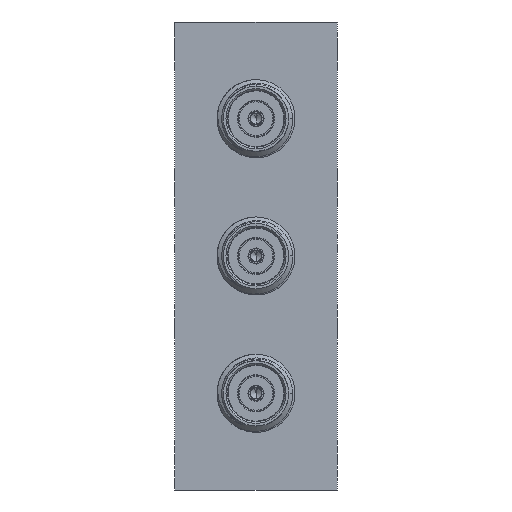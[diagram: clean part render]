
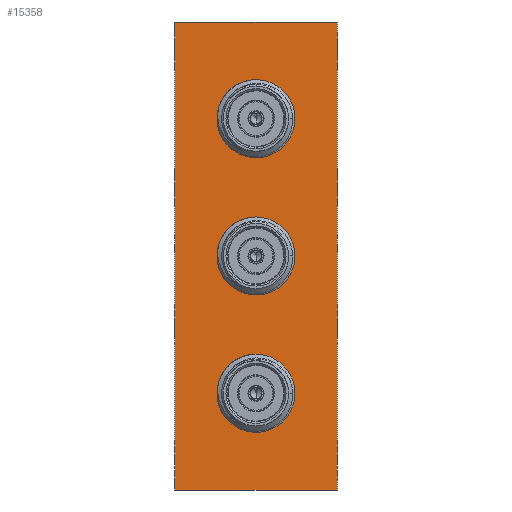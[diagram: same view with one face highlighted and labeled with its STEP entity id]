
A CAD part, front view. The second image highlights one B-rep face of the part: STEP entity #15358.
In plain terms, the highlighted planar face has unit normal (0, -1, 0).
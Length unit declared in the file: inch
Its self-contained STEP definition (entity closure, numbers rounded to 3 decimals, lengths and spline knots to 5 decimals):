
#1163 = FACE_BOUND ( 'NONE', #23493, .T. ) ;
#1266 = CARTESIAN_POINT ( 'NONE',  ( 0., -0.265, 0.75 ) ) ;
#1436 = VECTOR ( 'NONE', #24378, 39.37008 ) ;
#1991 = EDGE_CURVE ( 'NONE', #6950, #5321, #21912, .T. ) ;
#2067 = CARTESIAN_POINT ( 'NONE',  ( 0., -0.265, -0.3285 ) ) ;
#2115 = ORIENTED_EDGE ( 'NONE', *, *, #12147, .F. ) ;
#2123 = AXIS2_PLACEMENT_3D ( 'NONE', #11948, #10501, #2396 ) ;
#2216 = AXIS2_PLACEMENT_3D ( 'NONE', #3102, #19666, #19335 ) ;
#2294 = ORIENTED_EDGE ( 'NONE', *, *, #20074, .F. ) ;
#2396 = DIRECTION ( 'NONE',  ( 0., 0., -1. ) ) ;
#3102 = CARTESIAN_POINT ( 'NONE',  ( 0., -0.265, 0. ) ) ;
#3188 = CARTESIAN_POINT ( 'NONE',  ( 0.26, -0.265, 0. ) ) ;
#3462 = FACE_BOUND ( 'NONE', #11433, .T. ) ;
#3832 = ORIENTED_EDGE ( 'NONE', *, *, #26864, .F. ) ;
#4412 = CARTESIAN_POINT ( 'NONE',  ( 0., -0.265, 0.44 ) ) ;
#4621 = CARTESIAN_POINT ( 'NONE',  ( 0., -0.265, 0.1115 ) ) ;
#4998 = AXIS2_PLACEMENT_3D ( 'NONE', #4412, #9491, #17806 ) ;
#5321 = VERTEX_POINT ( 'NONE', #26967 ) ;
#5833 = VERTEX_POINT ( 'NONE', #6237 ) ;
#5912 = ORIENTED_EDGE ( 'NONE', *, *, #10937, .F. ) ;
#6132 = ORIENTED_EDGE ( 'NONE', *, *, #27420, .F. ) ;
#6237 = CARTESIAN_POINT ( 'NONE',  ( 0., -0.265, -0.5515 ) ) ;
#6244 = CARTESIAN_POINT ( 'NONE',  ( -0.26, -0.265, 0.75 ) ) ;
#6950 = VERTEX_POINT ( 'NONE', #25096 ) ;
#7035 = CARTESIAN_POINT ( 'NONE',  ( 0., -0.265, 0.44 ) ) ;
#7671 = AXIS2_PLACEMENT_3D ( 'NONE', #20088, #25840, #22517 ) ;
#8370 = CARTESIAN_POINT ( 'NONE',  ( 0., -0.265, -0.75 ) ) ;
#8839 = CIRCLE ( 'NONE', #28490, 0.1115 ) ;
#9083 = FACE_BOUND ( 'NONE', #25148, .T. ) ;
#9491 = DIRECTION ( 'NONE',  ( 0., -1., 0. ) ) ;
#10501 = DIRECTION ( 'NONE',  ( 0., -1., 0. ) ) ;
#10814 = CARTESIAN_POINT ( 'NONE',  ( -0.26, -0.265, 0. ) ) ;
#10937 = EDGE_CURVE ( 'NONE', #16627, #20675, #20296, .T. ) ;
#11103 = ORIENTED_EDGE ( 'NONE', *, *, #33474, .F. ) ;
#11134 = CIRCLE ( 'NONE', #2123, 0.1115 ) ;
#11215 = DIRECTION ( 'NONE',  ( 0., 0., 1. ) ) ;
#11433 = EDGE_LOOP ( 'NONE', ( #11103, #2115 ) ) ;
#11567 = EDGE_CURVE ( 'NONE', #13301, #34808, #26331, .T. ) ;
#11706 = VECTOR ( 'NONE', #31521, 39.37008 ) ;
#11898 = CARTESIAN_POINT ( 'NONE',  ( 0., -0.265, 0. ) ) ;
#11948 = CARTESIAN_POINT ( 'NONE',  ( 0., -0.265, -0.44 ) ) ;
#12147 = EDGE_CURVE ( 'NONE', #16918, #24639, #15755, .T. ) ;
#12285 = CIRCLE ( 'NONE', #29166, 0.1115 ) ;
#12633 = CARTESIAN_POINT ( 'NONE',  ( 0., -0.265, -0.1115 ) ) ;
#12739 = LINE ( 'NONE', #10814, #29684 ) ;
#13301 = VERTEX_POINT ( 'NONE', #17999 ) ;
#15333 = DIRECTION ( 'NONE',  ( 0., 0., -1. ) ) ;
#15358 = ADVANCED_FACE ( 'NONE', ( #33177, #1163, #3462, #9083 ), #19857, .F. ) ;
#15755 = CIRCLE ( 'NONE', #2216, 0.1115 ) ;
#16627 = VERTEX_POINT ( 'NONE', #6244 ) ;
#16918 = VERTEX_POINT ( 'NONE', #4621 ) ;
#17806 = DIRECTION ( 'NONE',  ( 0., 0., -1. ) ) ;
#17999 = CARTESIAN_POINT ( 'NONE',  ( 0., -0.265, 0.5515 ) ) ;
#18976 = ORIENTED_EDGE ( 'NONE', *, *, #1991, .F. ) ;
#19335 = DIRECTION ( 'NONE',  ( 0., 0., -1. ) ) ;
#19416 = LINE ( 'NONE', #3188, #20104 ) ;
#19609 = EDGE_LOOP ( 'NONE', ( #5912, #6132, #18976, #20272 ) ) ;
#19666 = DIRECTION ( 'NONE',  ( 0., -1., 0. ) ) ;
#19857 = PLANE ( 'NONE',  #27631 ) ;
#20074 = EDGE_CURVE ( 'NONE', #5833, #24557, #11134, .T. ) ;
#20088 = CARTESIAN_POINT ( 'NONE',  ( 0., -0.265, -0.44 ) ) ;
#20104 = VECTOR ( 'NONE', #30279, 39.37008 ) ;
#20272 = ORIENTED_EDGE ( 'NONE', *, *, #33465, .F. ) ;
#20296 = LINE ( 'NONE', #1266, #11706 ) ;
#20675 = VERTEX_POINT ( 'NONE', #25536 ) ;
#21912 = LINE ( 'NONE', #8370, #1436 ) ;
#22032 = CARTESIAN_POINT ( 'NONE',  ( 0., -0.265, 0. ) ) ;
#22517 = DIRECTION ( 'NONE',  ( 0., 0., -1. ) ) ;
#23493 = EDGE_LOOP ( 'NONE', ( #3832, #31097 ) ) ;
#24039 = EDGE_CURVE ( 'NONE', #24557, #5833, #26752, .T. ) ;
#24378 = DIRECTION ( 'NONE',  ( -1., 0., 0. ) ) ;
#24557 = VERTEX_POINT ( 'NONE', #2067 ) ;
#24639 = VERTEX_POINT ( 'NONE', #12633 ) ;
#25096 = CARTESIAN_POINT ( 'NONE',  ( 0.26, -0.265, -0.75 ) ) ;
#25148 = EDGE_LOOP ( 'NONE', ( #2294, #29475 ) ) ;
#25536 = CARTESIAN_POINT ( 'NONE',  ( 0.26, -0.265, 0.75 ) ) ;
#25840 = DIRECTION ( 'NONE',  ( 0., -1., 0. ) ) ;
#26331 = CIRCLE ( 'NONE', #4998, 0.1115 ) ;
#26752 = CIRCLE ( 'NONE', #7671, 0.1115 ) ;
#26864 = EDGE_CURVE ( 'NONE', #34808, #13301, #12285, .T. ) ;
#26967 = CARTESIAN_POINT ( 'NONE',  ( -0.26, -0.265, -0.75 ) ) ;
#27420 = EDGE_CURVE ( 'NONE', #5321, #16627, #12739, .T. ) ;
#27631 = AXIS2_PLACEMENT_3D ( 'NONE', #11898, #30548, #11215 ) ;
#28301 = DIRECTION ( 'NONE',  ( 0., -1., 0. ) ) ;
#28490 = AXIS2_PLACEMENT_3D ( 'NONE', #22032, #30455, #32748 ) ;
#28821 = CARTESIAN_POINT ( 'NONE',  ( 0., -0.265, 0.3285 ) ) ;
#29166 = AXIS2_PLACEMENT_3D ( 'NONE', #7035, #28301, #15333 ) ;
#29475 = ORIENTED_EDGE ( 'NONE', *, *, #24039, .F. ) ;
#29684 = VECTOR ( 'NONE', #31738, 39.37008 ) ;
#30279 = DIRECTION ( 'NONE',  ( 0., 0., -1. ) ) ;
#30455 = DIRECTION ( 'NONE',  ( 0., -1., 0. ) ) ;
#30548 = DIRECTION ( 'NONE',  ( 0., 1., 0. ) ) ;
#31097 = ORIENTED_EDGE ( 'NONE', *, *, #11567, .F. ) ;
#31521 = DIRECTION ( 'NONE',  ( 1., 0., 0. ) ) ;
#31738 = DIRECTION ( 'NONE',  ( 0., 0., 1. ) ) ;
#32748 = DIRECTION ( 'NONE',  ( 0., 0., -1. ) ) ;
#33177 = FACE_OUTER_BOUND ( 'NONE', #19609, .T. ) ;
#33465 = EDGE_CURVE ( 'NONE', #20675, #6950, #19416, .T. ) ;
#33474 = EDGE_CURVE ( 'NONE', #24639, #16918, #8839, .T. ) ;
#34808 = VERTEX_POINT ( 'NONE', #28821 ) ;
